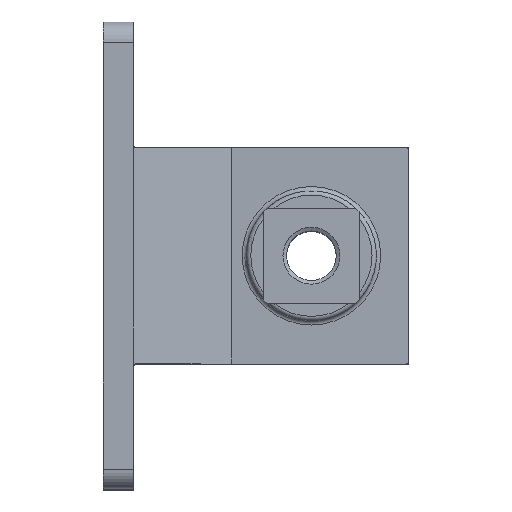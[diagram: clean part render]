
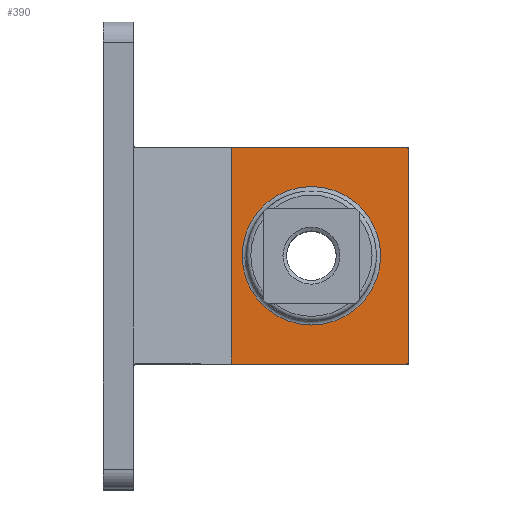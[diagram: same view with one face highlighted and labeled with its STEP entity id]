
A CAD part, top view. The second image highlights one B-rep face of the part: STEP entity #390.
In plain terms, the highlighted planar face has unit normal (0, 0, 1).
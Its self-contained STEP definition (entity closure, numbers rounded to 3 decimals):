
#390 = ADVANCED_FACE( '', ( #782, #783 ), #784, .T. );
#782 = FACE_BOUND( '', #1527, .T. );
#783 = FACE_OUTER_BOUND( '', #1528, .T. );
#784 = PLANE( '', #1529 );
#1527 = EDGE_LOOP( '', ( #2583 ) );
#1528 = EDGE_LOOP( '', ( #2584, #2585, #2586, #2587, #2588, #2589 ) );
#1529 = AXIS2_PLACEMENT_3D( '', #2590, #2591, #2592 );
#2583 = ORIENTED_EDGE( '', *, *, #5030, .T. );
#2584 = ORIENTED_EDGE( '', *, *, #5031, .T. );
#2585 = ORIENTED_EDGE( '', *, *, #5032, .F. );
#2586 = ORIENTED_EDGE( '', *, *, #5033, .T. );
#2587 = ORIENTED_EDGE( '', *, *, #5034, .F. );
#2588 = ORIENTED_EDGE( '', *, *, #5024, .T. );
#2589 = ORIENTED_EDGE( '', *, *, #5035, .F. );
#2590 = CARTESIAN_POINT( '', ( 70.5, 26., 3.1 ) );
#2591 = DIRECTION( '', ( 0., 0., 1. ) );
#2592 = DIRECTION( '', ( 1., 0., 0. ) );
#5024 = EDGE_CURVE( '', #6008, #6009, #6010, .T. );
#5030 = EDGE_CURVE( '', #6020, #6020, #6021, .T. );
#5031 = EDGE_CURVE( '', #6022, #6023, #6024, .T. );
#5032 = EDGE_CURVE( '', #6025, #6023, #6026, .T. );
#5033 = EDGE_CURVE( '', #6025, #6027, #6028, .T. );
#5034 = EDGE_CURVE( '', #6008, #6027, #6029, .T. );
#5035 = EDGE_CURVE( '', #6022, #6009, #6030, .T. );
#6008 = VERTEX_POINT( '', #7630 );
#6009 = VERTEX_POINT( '', #7631 );
#6010 = LINE( '', #7632, #7633 );
#6020 = VERTEX_POINT( '', #7646 );
#6021 = CIRCLE( '', #7647, 15.99 );
#6022 = VERTEX_POINT( '', #7648 );
#6023 = VERTEX_POINT( '', #7649 );
#6024 = CIRCLE( '', #7650, 0.5 );
#6025 = VERTEX_POINT( '', #7651 );
#6026 = LINE( '', #7652, #7653 );
#6027 = VERTEX_POINT( '', #7654 );
#6028 = CIRCLE( '', #7655, 0.5 );
#6029 = LINE( '', #7656, #7657 );
#6030 = LINE( '', #7658, #7659 );
#7630 = CARTESIAN_POINT( '', ( 29.582, 25., 3.1 ) );
#7631 = CARTESIAN_POINT( '', ( 29.582, -25., 3.1 ) );
#7632 = CARTESIAN_POINT( '', ( 29.582, 26., 3.1 ) );
#7633 = VECTOR( '', #9542, 1000. );
#7646 = CARTESIAN_POINT( '', ( 32.11, 0., 3.1 ) );
#7647 = AXIS2_PLACEMENT_3D( '', #9552, #9553, #9554 );
#7648 = CARTESIAN_POINT( '', ( 70., -25., 3.1 ) );
#7649 = CARTESIAN_POINT( '', ( 70.5, -24.5, 3.1 ) );
#7650 = AXIS2_PLACEMENT_3D( '', #9555, #9556, #9557 );
#7651 = CARTESIAN_POINT( '', ( 70.5, 24.5, 3.1 ) );
#7652 = CARTESIAN_POINT( '', ( 70.5, 26., 3.1 ) );
#7653 = VECTOR( '', #9558, 1000. );
#7654 = CARTESIAN_POINT( '', ( 70., 25., 3.1 ) );
#7655 = AXIS2_PLACEMENT_3D( '', #9559, #9560, #9561 );
#7656 = CARTESIAN_POINT( '', ( 7.5, 25., 3.1 ) );
#7657 = VECTOR( '', #9562, 1000. );
#7658 = CARTESIAN_POINT( '', ( 70., -25., 3.1 ) );
#7659 = VECTOR( '', #9563, 1000. );
#9542 = DIRECTION( '', ( 0., -1., 0. ) );
#9552 = CARTESIAN_POINT( '', ( 48.1, 0., 3.1 ) );
#9553 = DIRECTION( '', ( 0., 0., -1. ) );
#9554 = DIRECTION( '', ( -1., 0., 0. ) );
#9555 = CARTESIAN_POINT( '', ( 70., -24.5, 3.1 ) );
#9556 = DIRECTION( '', ( 0., 0., 1. ) );
#9557 = DIRECTION( '', ( 1., 0., 0. ) );
#9558 = DIRECTION( '', ( 0., -1., 0. ) );
#9559 = CARTESIAN_POINT( '', ( 70., 24.5, 3.1 ) );
#9560 = DIRECTION( '', ( 0., 0., 1. ) );
#9561 = DIRECTION( '', ( 1., 0., 0. ) );
#9562 = DIRECTION( '', ( 1., 0., 0. ) );
#9563 = DIRECTION( '', ( -1., 0., 0. ) );
